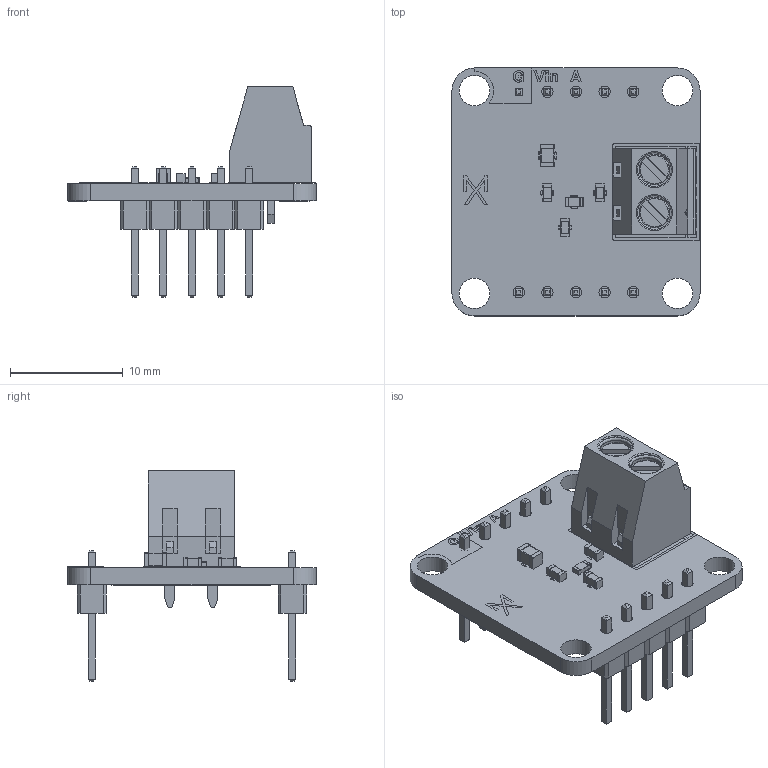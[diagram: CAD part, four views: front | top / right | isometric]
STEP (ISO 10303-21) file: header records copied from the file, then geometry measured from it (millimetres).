
FILE_DESCRIPTION(('KiCad electronic assembly'),'2;1');
FILE_NAME('AX22-0055.step','2025-12-04T21:52:11',('Pcbnew'),('Kicad'), 'Open CASCADE STEP processor 7.8','KiCad to STEP converter','Unknown' );
FILE_SCHEMA(('AUTOMOTIVE_DESIGN { 1 0 10303 214 1 1 1 1 }'));
Length unit declared in the file: millimetre
Products named in the file (8): AX22-0055 1; C_0805_2012Metric; C_0603_1608Metric; PinHeader_1x05_P2.54mm_Vertical; DG381-THR-3.81-02P-14-00AH; R_0603_1608Metric; AX22_Thermistor_silkscreen; AX22_Thermistor_PCB
Assembly tree (10 placements, depth 2):
  AX22-0055 1
    C_0805_2012Metric
    C_0603_1608Metric  x3
    PinHeader_1x05_P2.54mm_Vertical  x2
    DG381-THR-3.81-02P-14-00AH
    R_0603_1608Metric
    AX22_Thermistor_silkscreen
    AX22_Thermistor_PCB
Bounding box: 22 x 22 x 18.64 mm (x, y, z)
Volume: 1225 mm3; surface area: 2219.4 mm2
Topology: 9 solids, 55 shells, 886 faces, 3262 edges, 2509 vertices
Faces by surface type: plane 607, bspline 180, cylinder 89, torus 10
Full cylindrical faces by diameter (mm): 1 x10, 1.5 x2, 2.7 x4
Entity records: 43071 total; most frequent: CARTESIAN_POINT 16242, ORIENTED_EDGE 4539, DIRECTION 3851, EDGE_CURVE 2822, VERTEX_POINT 2229, LINE 2139, VECTOR 2139, AXIS2_PLACEMENT_3D 856
